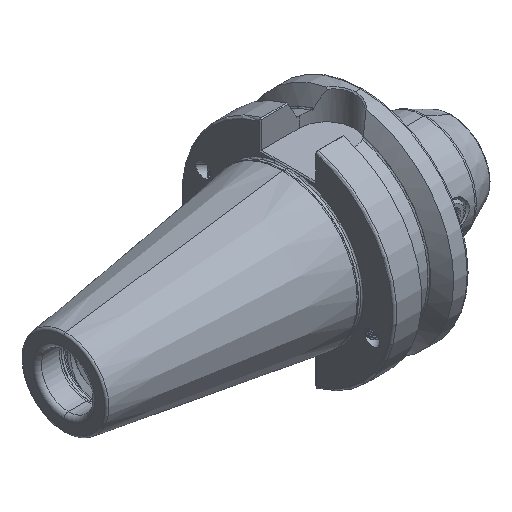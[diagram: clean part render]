
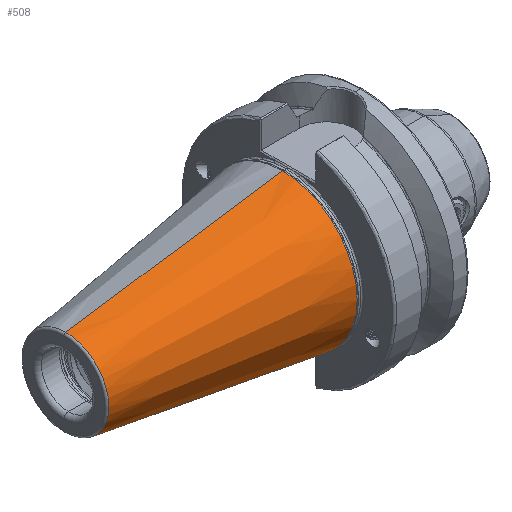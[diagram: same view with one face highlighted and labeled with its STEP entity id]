
A CAD part, isometric view. The second image highlights one B-rep face of the part: STEP entity #508.
In plain terms, the highlighted conical face has half-angle 8.297 degrees and reference radius 34.998 mm.
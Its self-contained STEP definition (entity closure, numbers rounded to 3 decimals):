
#508 = ADVANCED_FACE ( 'NONE', ( #14397 ), #14347, .T. ) ;
#1080 = CARTESIAN_POINT ( 'NONE',  ( -103.944, 0., 20.204 ) ) ;
#1191 = CARTESIAN_POINT ( 'NONE',  ( -103.944, 0., -20.204 ) ) ;
#1198 = CARTESIAN_POINT ( 'NONE',  ( -2.5, 0., -34.998 ) ) ;
#1254 = CARTESIAN_POINT ( 'NONE',  ( -2.5, 0., 34.998 ) ) ;
#5277 = EDGE_CURVE ( 'NONE', #15866, #15915, #14759, .T. ) ;
#5314 = EDGE_CURVE ( 'NONE', #15915, #15909, #14746, .T. ) ;
#5315 = EDGE_CURVE ( 'NONE', #15866, #15945, #14772, .T. ) ;
#5330 = EDGE_CURVE ( 'NONE', #15945, #15909, #14802, .T. ) ;
#7281 = DIRECTION ( 'NONE',  ( 0., 0., -1. ) ) ;
#7292 = DIRECTION ( 'NONE',  ( 1., 0., 0. ) ) ;
#7329 = CARTESIAN_POINT ( 'NONE',  ( -2.5, 0., 0. ) ) ;
#7628 = DIRECTION ( 'NONE',  ( 1., 0., 0. ) ) ;
#7638 = DIRECTION ( 'NONE',  ( 0., 0., -1. ) ) ;
#7655 = CARTESIAN_POINT ( 'NONE',  ( -103.944, 0., 0. ) ) ;
#8333 = DIRECTION ( 'NONE',  ( 0.99, 0., 0.144 ) ) ;
#8339 = CARTESIAN_POINT ( 'NONE',  ( -2.5, 0., -34.998 ) ) ;
#8350 = CARTESIAN_POINT ( 'NONE',  ( -2.5, 0., 34.998 ) ) ;
#8362 = DIRECTION ( 'NONE',  ( 0.99, 0., -0.144 ) ) ;
#8379 = DIRECTION ( 'NONE',  ( 0., 0., -1. ) ) ;
#8407 = CARTESIAN_POINT ( 'NONE',  ( -2.5, 0., 0. ) ) ;
#8411 = DIRECTION ( 'NONE',  ( 1., 0., 0. ) ) ;
#14347 = CONICAL_SURFACE ( 'NONE', #15582, 34.998, 0.145 ) ;
#14397 = FACE_OUTER_BOUND ( 'NONE', #16827, .T. ) ;
#14746 = LINE ( 'NONE', #8339, #14771 ) ;
#14759 = CIRCLE ( 'NONE', #15381, 20.204 ) ;
#14763 = VECTOR ( 'NONE', #8333, 1000. ) ;
#14771 = VECTOR ( 'NONE', #8362, 1000. ) ;
#14772 = LINE ( 'NONE', #8350, #14763 ) ;
#14802 = CIRCLE ( 'NONE', #15442, 34.998 ) ;
#15381 = AXIS2_PLACEMENT_3D ( 'NONE', #7655, #7628, #7638 ) ;
#15442 = AXIS2_PLACEMENT_3D ( 'NONE', #8407, #8411, #8379 ) ;
#15582 = AXIS2_PLACEMENT_3D ( 'NONE', #7329, #7292, #7281 ) ;
#15866 = VERTEX_POINT ( 'NONE', #1080 ) ;
#15909 = VERTEX_POINT ( 'NONE', #1198 ) ;
#15915 = VERTEX_POINT ( 'NONE', #1191 ) ;
#15945 = VERTEX_POINT ( 'NONE', #1254 ) ;
#16495 = ORIENTED_EDGE ( 'NONE', *, *, #5330, .F. ) ;
#16509 = ORIENTED_EDGE ( 'NONE', *, *, #5315, .F. ) ;
#16510 = ORIENTED_EDGE ( 'NONE', *, *, #5277, .T. ) ;
#16512 = ORIENTED_EDGE ( 'NONE', *, *, #5314, .T. ) ;
#16827 = EDGE_LOOP ( 'NONE', ( #16509, #16510, #16512, #16495 ) ) ;
